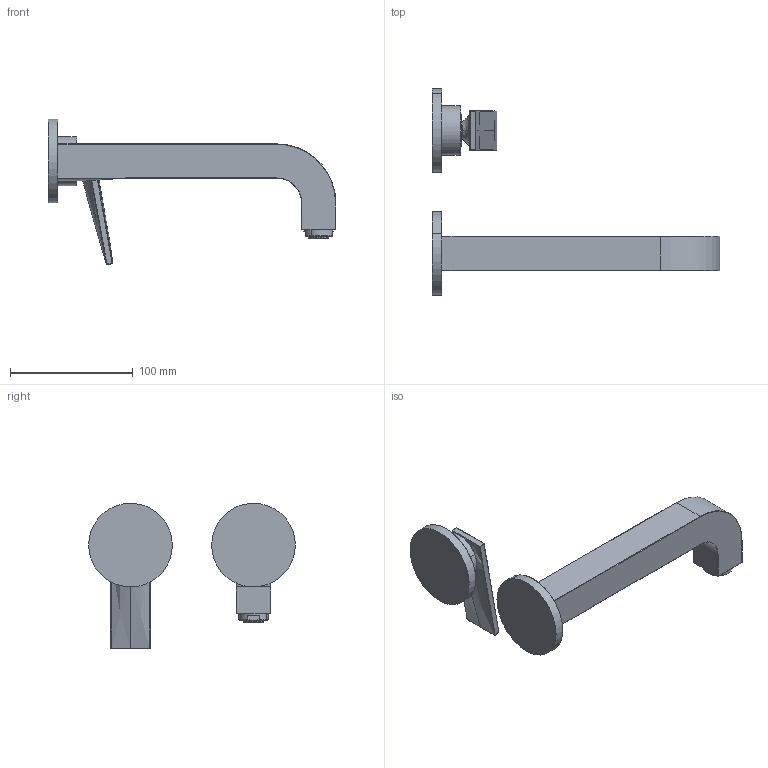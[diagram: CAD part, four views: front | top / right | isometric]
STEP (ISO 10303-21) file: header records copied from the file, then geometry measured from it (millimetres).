
FILE_DESCRIPTION(('CATIA V6 STEP','CAx-IF Rec.Pracs.--- Model Styling and Organization---1.4--- 2014-01-23','CAx-IF Rec.Pracs.---3D Tessellated Data Validation Properties---0.5---2014-09-14'),'2;1');
FILE_NAME('prd-HG-00015897.stp','2020-11-27T07:10:24+00:00',('none'),('none'),'3DEXPERIENCE Platform3DEXPERIENCE R2019x HotFix 5','3DEXPERIENCE Platform STEP AP242 v1','none');
FILE_SCHEMA(('AP242_MANAGED_MODEL_BASED_3D_ENGINEERING_MIM_LF {1 0 10303 442 1 1 4}'));
Length unit declared in the file: millimetre
Products named in the file (12): P-2_AX_Citterio_WTM_UP_l.Aus.o.Pl.Hebelg.; P-2_Griff_WTM_Citterio_Extension; V5_P_2_Griffrosette_Pura_Vida_E_demontage; V5_P_2_Gleitstueck_fuer_Starck_Puro_Griff; V5_Gewindestift_ISO4029-6x6-A2_Tuflok; V5_Gewindestift_mit_Zapfen_DIN915-M6x6-A2; V5_P_2_Abdeckring_J27_I_Wash; V5_P_2_Huelse_2L_Wand_Watertablet; V5_P_2_Rosette_(Auslauf)_2L-WTA-WM_Citterio; V5_P_2_Rosette_(Griff)_2L-WTA-WM_UNO; P-2_SR_STD_SC_1,2gpm-air_rosa_HG_M24x1-m; V5_P_2_Grundkoerper_lg._3L-WTA-WM_Citterio
Assembly tree (11 placements, depth 2):
  P-2_AX_Citterio_WTM_UP_l.Aus.o.Pl.Hebelg.
    P-2_Griff_WTM_Citterio_Extension
    V5_P_2_Griffrosette_Pura_Vida_E_demontage
    V5_P_2_Gleitstueck_fuer_Starck_Puro_Griff
    V5_Gewindestift_ISO4029-6x6-A2_Tuflok
    V5_Gewindestift_mit_Zapfen_DIN915-M6x6-A2
    V5_P_2_Abdeckring_J27_I_Wash
    V5_P_2_Huelse_2L_Wand_Watertablet
    V5_P_2_Rosette_(Auslauf)_2L-WTA-WM_Citterio
    V5_P_2_Rosette_(Griff)_2L-WTA-WM_UNO
    P-2_SR_STD_SC_1,2gpm-air_rosa_HG_M24x1-m
    V5_P_2_Grundkoerper_lg._3L-WTA-WM_Citterio
Bounding box: 234 x 167.98 x 118.25 mm (x, y, z)
Volume: 310577.1 mm3; surface area: 71051.4 mm2
Topology: 11 solids, 13 shells, 1088 faces, 2880 edges, 1814 vertices
Faces by surface type: plane 494, cylinder 378, cone 76, bspline 61, torus 56, sphere 20, revolution 2, extrusion 1
Entity records: 42421 total; most frequent: CARTESIAN_POINT 19919, ORIENTED_EDGE 5724, EDGE_CURVE 2862, DIRECTION 2780, VERTEX_POINT 1814, AXIS2_PLACEMENT_3D 1206, VECTOR 1174, LINE 1173
